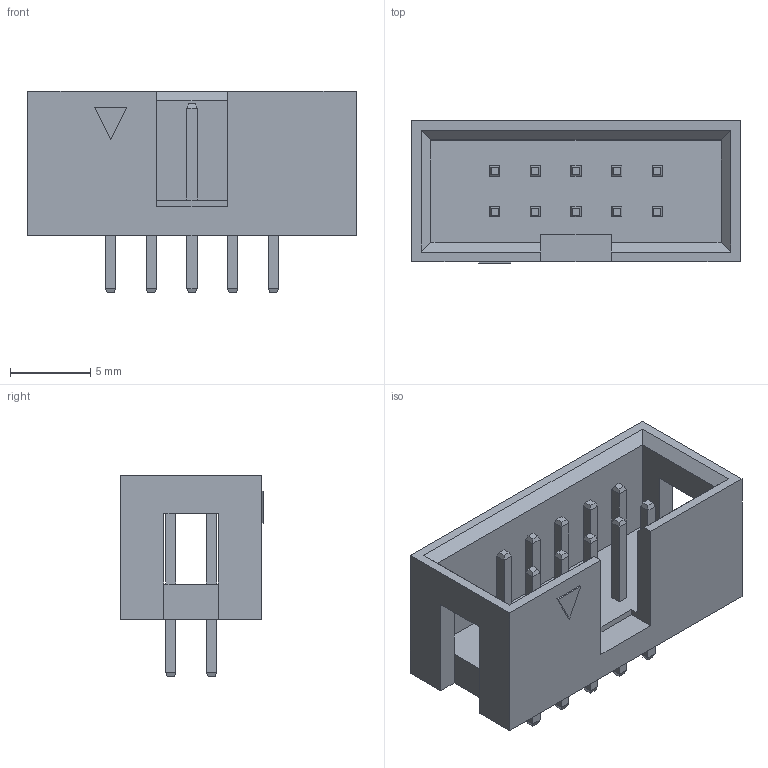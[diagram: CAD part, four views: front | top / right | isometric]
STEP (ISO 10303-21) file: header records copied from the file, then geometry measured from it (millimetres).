
FILE_DESCRIPTION (( 'STEP AP214' ), '1' );
FILE_NAME ('User Library-DS1013-10S (IDC-10MS CONNFLY).STEP', '2018-10-22T21:31:44', ( '' ), ( '' ), 'SwSTEP 2.0', 'SolidWorks 2018', '' );
FILE_SCHEMA (( 'AUTOMOTIVE_DESIGN' ));
Length unit declared in the file: millimetre
Products named in the file (1): User Library-DS1013-10S (IDC-10MS CONNFLY)
Bounding box: 20.5 x 8.9 x 12.6 mm (x, y, z)
Volume: 767.4 mm3; surface area: 1369.9 mm2
Topology: 1 solids, 1 shells, 216 faces, 503 edges, 306 vertices
Faces by surface type: plane 216
Entity records: 6341 total; most frequent: CARTESIAN_POINT 1026, ORIENTED_EDGE 1006, DIRECTION 937, LINE 503, VECTOR 503, EDGE_CURVE 503, VERTEX_POINT 306, EDGE_LOOP 237
